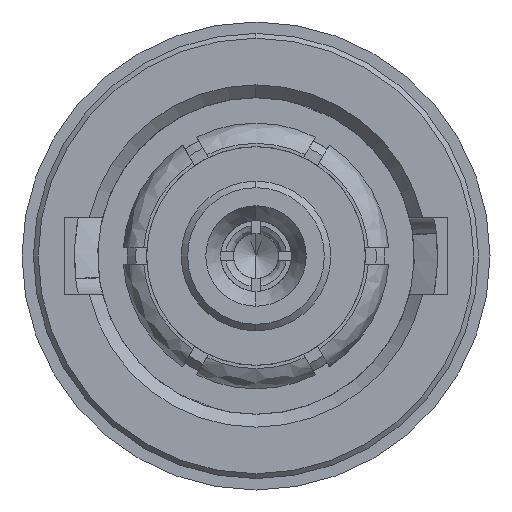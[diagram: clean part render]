
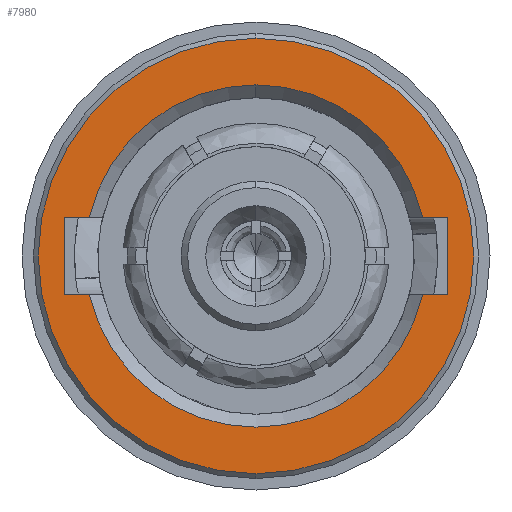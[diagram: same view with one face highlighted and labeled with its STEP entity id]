
A CAD part, left-side view. The second image highlights one B-rep face of the part: STEP entity #7980.
In plain terms, the highlighted planar face has unit normal (-1, 0, 0).
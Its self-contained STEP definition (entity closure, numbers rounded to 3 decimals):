
#41 = AXIS2_PLACEMENT_3D ( 'NONE', #6722, #2028, #7515 ) ;
#87 = PLANE ( 'NONE',  #3000 ) ;
#120 = CARTESIAN_POINT ( 'NONE',  ( -18.91, 0., 6.18 ) ) ;
#138 = CIRCLE ( 'NONE', #943, 5.32 ) ;
#294 = LINE ( 'NONE', #7748, #8100 ) ;
#296 = ORIENTED_EDGE ( 'NONE', *, *, #8742, .F. ) ;
#505 = LINE ( 'NONE', #7967, #8548 ) ;
#614 = ORIENTED_EDGE ( 'NONE', *, *, #7756, .F. ) ;
#701 = ORIENTED_EDGE ( 'NONE', *, *, #4154, .F. ) ;
#772 = VERTEX_POINT ( 'NONE', #5769 ) ;
#912 = DIRECTION ( 'NONE',  ( 0., 1., 0. ) ) ;
#917 = EDGE_CURVE ( 'NONE', #4656, #772, #138, .T. ) ;
#929 = CARTESIAN_POINT ( 'NONE',  ( -18.91, 0., 6.18 ) ) ;
#943 = AXIS2_PLACEMENT_3D ( 'NONE', #6585, #1892, #7379 ) ;
#990 = CARTESIAN_POINT ( 'NONE',  ( -18.91, -5.183, 4.98 ) ) ;
#1044 = DIRECTION ( 'NONE',  ( -1., 0., 0. ) ) ;
#1205 = CARTESIAN_POINT ( 'NONE',  ( -18.91, 5.94, 4.98 ) ) ;
#1306 = CARTESIAN_POINT ( 'NONE',  ( -18.91, 0., 12.95 ) ) ;
#1707 = DIRECTION ( 'NONE',  ( 0., 0., -1. ) ) ;
#1892 = DIRECTION ( 'NONE',  ( -1., 0., 0. ) ) ;
#2028 = DIRECTION ( 'NONE',  ( -1., 0., 0. ) ) ;
#2067 = CARTESIAN_POINT ( 'NONE',  ( -18.91, 5.94, 7.38 ) ) ;
#2112 = ORIENTED_EDGE ( 'NONE', *, *, #917, .F. ) ;
#2428 = DIRECTION ( 'NONE',  ( 0., -1., 0. ) ) ;
#2460 = EDGE_CURVE ( 'NONE', #3599, #4803, #505, .T. ) ;
#2583 = EDGE_LOOP ( 'NONE', ( #8917, #6100 ) ) ;
#2941 = DIRECTION ( 'NONE',  ( 0., 1., 0. ) ) ;
#3000 = AXIS2_PLACEMENT_3D ( 'NONE', #120, #5618, #912 ) ;
#3040 = CARTESIAN_POINT ( 'NONE',  ( -18.91, -5.183, 7.38 ) ) ;
#3412 = CIRCLE ( 'NONE', #41, 5.32 ) ;
#3586 = DIRECTION ( 'NONE',  ( 1., 0., 0. ) ) ;
#3599 = VERTEX_POINT ( 'NONE', #990 ) ;
#3751 = EDGE_CURVE ( 'NONE', #4803, #10040, #9078, .T. ) ;
#3879 = DIRECTION ( 'NONE',  ( 0., 1., 0. ) ) ;
#4018 = VERTEX_POINT ( 'NONE', #9365 ) ;
#4154 = EDGE_CURVE ( 'NONE', #4018, #3599, #4691, .T. ) ;
#4208 = ORIENTED_EDGE ( 'NONE', *, *, #3751, .F. ) ;
#4270 = DIRECTION ( 'NONE',  ( 0., 0., 1. ) ) ;
#4419 = ORIENTED_EDGE ( 'NONE', *, *, #5599, .F. ) ;
#4489 = VERTEX_POINT ( 'NONE', #5150 ) ;
#4496 = EDGE_CURVE ( 'NONE', #5814, #4489, #5754, .T. ) ;
#4656 = VERTEX_POINT ( 'NONE', #6039 ) ;
#4691 = CIRCLE ( 'NONE', #4889, 5.32 ) ;
#4764 = ORIENTED_EDGE ( 'NONE', *, *, #9348, .F. ) ;
#4803 = VERTEX_POINT ( 'NONE', #6841 ) ;
#4889 = AXIS2_PLACEMENT_3D ( 'NONE', #5738, #1044, #6513 ) ;
#4971 = VECTOR ( 'NONE', #4270, 1000. ) ;
#5150 = CARTESIAN_POINT ( 'NONE',  ( -18.91, 0., -0.59 ) ) ;
#5287 = VERTEX_POINT ( 'NONE', #1205 ) ;
#5364 = CARTESIAN_POINT ( 'NONE',  ( -18.91, -5.94, 7.38 ) ) ;
#5369 = FACE_BOUND ( 'NONE', #9663, .T. ) ;
#5490 = LINE ( 'NONE', #8424, #7546 ) ;
#5599 = EDGE_CURVE ( 'NONE', #5287, #4018, #5490, .T. ) ;
#5618 = DIRECTION ( 'NONE',  ( 1., 0., 0. ) ) ;
#5738 = CARTESIAN_POINT ( 'NONE',  ( -18.91, 0., 6.18 ) ) ;
#5754 = CIRCLE ( 'NONE', #9481, 6.77 ) ;
#5769 = CARTESIAN_POINT ( 'NONE',  ( -18.91, 5.183, 7.38 ) ) ;
#5771 = VERTEX_POINT ( 'NONE', #2067 ) ;
#5814 = VERTEX_POINT ( 'NONE', #1306 ) ;
#6039 = CARTESIAN_POINT ( 'NONE',  ( -18.91, 0., 11.5 ) ) ;
#6100 = ORIENTED_EDGE ( 'NONE', *, *, #4496, .F. ) ;
#6317 = DIRECTION ( 'NONE',  ( 0., -1., 0. ) ) ;
#6402 = DIRECTION ( 'NONE',  ( 1., 0., 0. ) ) ;
#6513 = DIRECTION ( 'NONE',  ( 0., 0., 1. ) ) ;
#6585 = CARTESIAN_POINT ( 'NONE',  ( -18.91, 0., 6.18 ) ) ;
#6722 = CARTESIAN_POINT ( 'NONE',  ( -18.91, 0., 6.18 ) ) ;
#6841 = CARTESIAN_POINT ( 'NONE',  ( -18.91, -5.94, 4.98 ) ) ;
#7242 = LINE ( 'NONE', #9639, #9071 ) ;
#7321 = EDGE_CURVE ( 'NONE', #4489, #5814, #9395, .T. ) ;
#7379 = DIRECTION ( 'NONE',  ( 0., 0., 1. ) ) ;
#7388 = CARTESIAN_POINT ( 'NONE',  ( -18.91, -5.94, 6.18 ) ) ;
#7515 = DIRECTION ( 'NONE',  ( 0., 0., 1. ) ) ;
#7520 = VECTOR ( 'NONE', #2941, 1000. ) ;
#7546 = VECTOR ( 'NONE', #6317, 1000. ) ;
#7621 = CARTESIAN_POINT ( 'NONE',  ( -18.91, 0., 7.38 ) ) ;
#7635 = AXIS2_PLACEMENT_3D ( 'NONE', #929, #6402, #1707 ) ;
#7748 = CARTESIAN_POINT ( 'NONE',  ( -18.91, 0., 7.38 ) ) ;
#7756 = EDGE_CURVE ( 'NONE', #10100, #4656, #3412, .T. ) ;
#7967 = CARTESIAN_POINT ( 'NONE',  ( -18.91, 0., 4.98 ) ) ;
#7980 = ADVANCED_FACE ( 'NONE', ( #5369, #9247 ), #87, .F. ) ;
#8100 = VECTOR ( 'NONE', #3879, 1000. ) ;
#8250 = CARTESIAN_POINT ( 'NONE',  ( -18.91, 0., 6.18 ) ) ;
#8301 = DIRECTION ( 'NONE',  ( 0., 0., 1. ) ) ;
#8338 = ORIENTED_EDGE ( 'NONE', *, *, #9559, .T. ) ;
#8424 = CARTESIAN_POINT ( 'NONE',  ( -18.91, 0., 4.98 ) ) ;
#8548 = VECTOR ( 'NONE', #2428, 1000. ) ;
#8742 = EDGE_CURVE ( 'NONE', #772, #5771, #9589, .T. ) ;
#8917 = ORIENTED_EDGE ( 'NONE', *, *, #7321, .F. ) ;
#9024 = DIRECTION ( 'NONE',  ( 0., 0., -1. ) ) ;
#9071 = VECTOR ( 'NONE', #8301, 1000. ) ;
#9078 = LINE ( 'NONE', #7388, #4971 ) ;
#9247 = FACE_OUTER_BOUND ( 'NONE', #2583, .T. ) ;
#9348 = EDGE_CURVE ( 'NONE', #10040, #10100, #294, .T. ) ;
#9365 = CARTESIAN_POINT ( 'NONE',  ( -18.91, 5.183, 4.98 ) ) ;
#9395 = CIRCLE ( 'NONE', #7635, 6.77 ) ;
#9481 = AXIS2_PLACEMENT_3D ( 'NONE', #8250, #3586, #9024 ) ;
#9559 = EDGE_CURVE ( 'NONE', #5287, #5771, #7242, .T. ) ;
#9589 = LINE ( 'NONE', #7621, #7520 ) ;
#9639 = CARTESIAN_POINT ( 'NONE',  ( -18.91, 5.94, 6.18 ) ) ;
#9663 = EDGE_LOOP ( 'NONE', ( #614, #4764, #4208, #9671, #701, #4419, #8338, #296, #2112 ) ) ;
#9671 = ORIENTED_EDGE ( 'NONE', *, *, #2460, .F. ) ;
#10040 = VERTEX_POINT ( 'NONE', #5364 ) ;
#10100 = VERTEX_POINT ( 'NONE', #3040 ) ;
